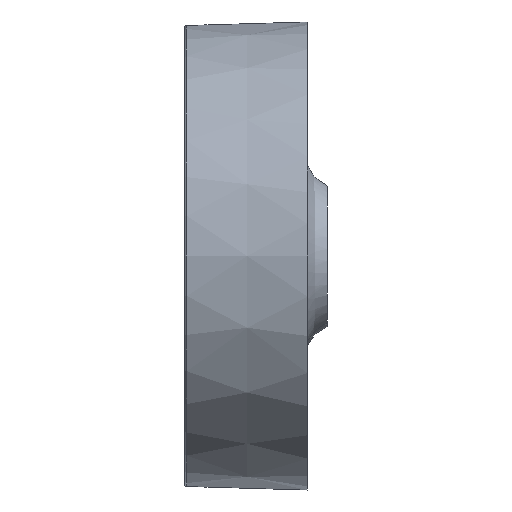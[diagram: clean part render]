
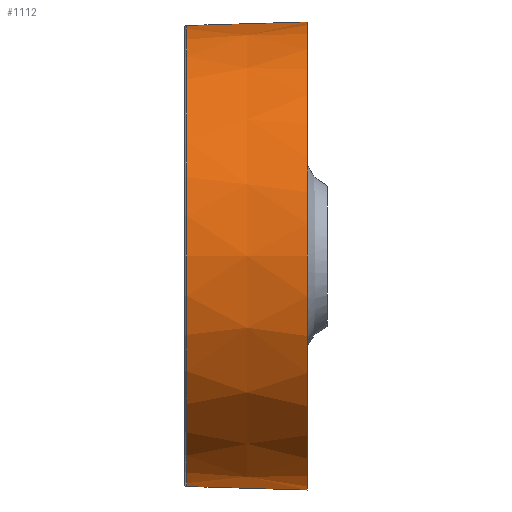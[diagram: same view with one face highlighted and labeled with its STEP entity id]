
A CAD part, left-side view. The second image highlights one B-rep face of the part: STEP entity #1112.
In plain terms, the highlighted conical face has half-angle 1.669 degrees and reference radius 196.94 mm.
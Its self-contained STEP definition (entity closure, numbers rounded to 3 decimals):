
#204 = VECTOR ( 'NONE', #5825, 1000. ) ;
#468 = CARTESIAN_POINT ( 'NONE',  ( -32.593, -5., 197.435 ) ) ;
#484 = DIRECTION ( 'NONE',  ( 0., -1., 0. ) ) ;
#619 = CARTESIAN_POINT ( 'NONE',  ( -6.55, -5., 200. ) ) ;
#669 = CARTESIAN_POINT ( 'NONE',  ( -26.122, -5., 198.395 ) ) ;
#795 = CARTESIAN_POINT ( 'NONE',  ( 0., -5., 0. ) ) ;
#1112 = ADVANCED_FACE ( 'NONE', ( #1903 ), #2974, .T. ) ;
#1231 = ORIENTED_EDGE ( 'NONE', *, *, #5168, .F. ) ;
#1305 = DIRECTION ( 'NONE',  ( 0., -1., 0. ) ) ;
#1389 = CARTESIAN_POINT ( 'NONE',  ( -82.589, -5., 182.269 ) ) ;
#1552 = CARTESIAN_POINT ( 'NONE',  ( 0., 98.058, 196.997 ) ) ;
#1903 = FACE_OUTER_BOUND ( 'NONE', #6714, .T. ) ;
#2049 = CARTESIAN_POINT ( 'NONE',  ( -173.296, -5., 100.056 ) ) ;
#2102 = CARTESIAN_POINT ( 'NONE',  ( -13.084, -5., 199.679 ) ) ;
#2118 = CARTESIAN_POINT ( 'NONE',  ( 0., 100., 0. ) ) ;
#2150 = CARTESIAN_POINT ( 'NONE',  ( -198.395, -5., 26.122 ) ) ;
#2201 = CARTESIAN_POINT ( 'NONE',  ( -105.667, -5., 169.933 ) ) ;
#2247 = CARTESIAN_POINT ( 'NONE',  ( -162.655, -5., 116.561 ) ) ;
#2375 = DIRECTION ( 'NONE',  ( 0., 1., 0. ) ) ;
#2381 = CARTESIAN_POINT ( 'NONE',  ( -200., -5., 0. ) ) ;
#2484 = AXIS2_PLACEMENT_3D ( 'NONE', #795, #2375, #9456 ) ;
#2499 = ORIENTED_EDGE ( 'NONE', *, *, #4482, .T. ) ;
#2573 = CARTESIAN_POINT ( 'NONE',  ( 0., 98.058, -196.997 ) ) ;
#2756 = LINE ( 'NONE', #6830, #9176 ) ;
#2759 = ORIENTED_EDGE ( 'NONE', *, *, #3375, .T. ) ;
#2806 = CARTESIAN_POINT ( 'NONE',  ( -197.435, -5., 32.593 ) ) ;
#2813 = ORIENTED_EDGE ( 'NONE', *, *, #7406, .F. ) ;
#2862 = CARTESIAN_POINT ( 'NONE',  ( -194.879, -5., 45.443 ) ) ;
#2957 = CARTESIAN_POINT ( 'NONE',  ( 0., -5., 200. ) ) ;
#2974 = CONICAL_SURFACE ( 'NONE', #9972, 196.94, 0.029 ) ;
#3011 = CARTESIAN_POINT ( 'NONE',  ( -51.788, -5., 193.29 ) ) ;
#3375 = EDGE_CURVE ( 'NONE', #4122, #6605, #9007, .T. ) ;
#3571 = CARTESIAN_POINT ( 'NONE',  ( -182.269, -5., 82.589 ) ) ;
#3574 = DIRECTION ( 'NONE',  ( 0., -1., -0.029 ) ) ;
#3673 = CARTESIAN_POINT ( 'NONE',  ( -100.056, -5., 173.296 ) ) ;
#3720 = CARTESIAN_POINT ( 'NONE',  ( -45.443, -5., 194.879 ) ) ;
#3769 = CARTESIAN_POINT ( 'NONE',  ( -136.789, -5., 146.053 ) ) ;
#4122 = VERTEX_POINT ( 'NONE', #1552 ) ;
#4480 = CARTESIAN_POINT ( 'NONE',  ( -70.485, -5., 187.283 ) ) ;
#4482 = EDGE_CURVE ( 'NONE', #6680, #8045, #7541, .T. ) ;
#4527 = CARTESIAN_POINT ( 'NONE',  ( -193.29, -5., 51.788 ) ) ;
#4716 = EDGE_CURVE ( 'NONE', #6605, #6680, #2756, .T. ) ;
#4738 = VERTEX_POINT ( 'NONE', #9088 ) ;
#5142 = CARTESIAN_POINT ( 'NONE',  ( -179.472, -5., 88.502 ) ) ;
#5168 = EDGE_CURVE ( 'NONE', #4122, #4738, #7363, .T. ) ;
#5239 = CARTESIAN_POINT ( 'NONE',  ( -189.487, -5., 64.325 ) ) ;
#5289 = CARTESIAN_POINT ( 'NONE',  ( -131.942, -5., 150.446 ) ) ;
#5720 = AXIS2_PLACEMENT_3D ( 'NONE', #9102, #484, #6025 ) ;
#5825 = DIRECTION ( 'NONE',  ( 0., -1., 0.029 ) ) ;
#5882 = B_SPLINE_CURVE_WITH_KNOTS ( 'NONE', 3,
 ( #2957, #619, #2102, #669, #468, #3720, #3011, #9033, #4480, #1389, #7499, #3673, #2201, #9796, #5908, #5289, #3769, #5961, #9943, #6827, #2247, #9847, #2049, #5142, #3571, #8263, #5239, #4527, #2862, #2806, #2150, #7599, #6880, #9995 ),
 .UNSPECIFIED., .F., .F.,
 ( 4, 2, 2, 2, 2, 2, 2, 2, 2, 2, 2, 2, 2, 2, 2, 2, 4 ),
 ( 0., 0.063, 0.125, 0.188, 0.25, 0.313, 0.375, 0.438, 0.5, 0.563, 0.625, 0.688, 0.75, 0.813, 0.875, 0.938, 1. ),
 .UNSPECIFIED. ) ;
#5908 = CARTESIAN_POINT ( 'NONE',  ( -121.815, -5., 158.758 ) ) ;
#5961 = CARTESIAN_POINT ( 'NONE',  ( -146.053, -5., 136.789 ) ) ;
#6025 = DIRECTION ( 'NONE',  ( 0., 0., 1. ) ) ;
#6590 = CARTESIAN_POINT ( 'NONE',  ( 0., 100., 196.94 ) ) ;
#6605 = VERTEX_POINT ( 'NONE', #2573 ) ;
#6680 = VERTEX_POINT ( 'NONE', #9372 ) ;
#6714 = EDGE_LOOP ( 'NONE', ( #1231, #2759, #7556, #2499, #2813 ) ) ;
#6827 = CARTESIAN_POINT ( 'NONE',  ( -158.758, -5., 121.815 ) ) ;
#6830 = CARTESIAN_POINT ( 'NONE',  ( 0., 100., -196.94 ) ) ;
#6880 = CARTESIAN_POINT ( 'NONE',  ( -200., -5., 6.55 ) ) ;
#7363 = LINE ( 'NONE', #6590, #204 ) ;
#7406 = EDGE_CURVE ( 'NONE', #4738, #8045, #5882, .T. ) ;
#7499 = CARTESIAN_POINT ( 'NONE',  ( -88.502, -5., 179.472 ) ) ;
#7541 = CIRCLE ( 'NONE', #2484, 200. ) ;
#7556 = ORIENTED_EDGE ( 'NONE', *, *, #4716, .T. ) ;
#7599 = CARTESIAN_POINT ( 'NONE',  ( -199.679, -5., 13.085 ) ) ;
#8045 = VERTEX_POINT ( 'NONE', #2381 ) ;
#8170 = DIRECTION ( 'NONE',  ( 0., 0., -1. ) ) ;
#8263 = CARTESIAN_POINT ( 'NONE',  ( -187.283, -5., 70.485 ) ) ;
#9007 = CIRCLE ( 'NONE', #5720, 196.997 ) ;
#9033 = CARTESIAN_POINT ( 'NONE',  ( -64.325, -5., 189.487 ) ) ;
#9088 = CARTESIAN_POINT ( 'NONE',  ( 0., -5., 200. ) ) ;
#9102 = CARTESIAN_POINT ( 'NONE',  ( 0., 98.058, 0. ) ) ;
#9176 = VECTOR ( 'NONE', #3574, 1000. ) ;
#9372 = CARTESIAN_POINT ( 'NONE',  ( 0., -5., -200. ) ) ;
#9456 = DIRECTION ( 'NONE',  ( 0., 0., 1. ) ) ;
#9796 = CARTESIAN_POINT ( 'NONE',  ( -116.561, -5., 162.655 ) ) ;
#9847 = CARTESIAN_POINT ( 'NONE',  ( -169.933, -5., 105.667 ) ) ;
#9943 = CARTESIAN_POINT ( 'NONE',  ( -150.446, -5., 131.942 ) ) ;
#9972 = AXIS2_PLACEMENT_3D ( 'NONE', #2118, #1305, #8170 ) ;
#9995 = CARTESIAN_POINT ( 'NONE',  ( -200., -5., 0. ) ) ;
